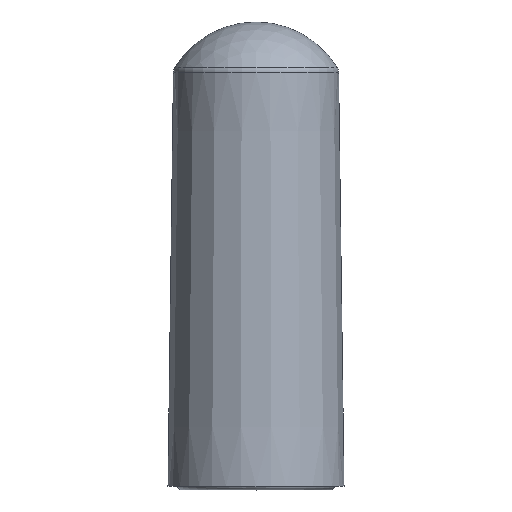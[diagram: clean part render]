
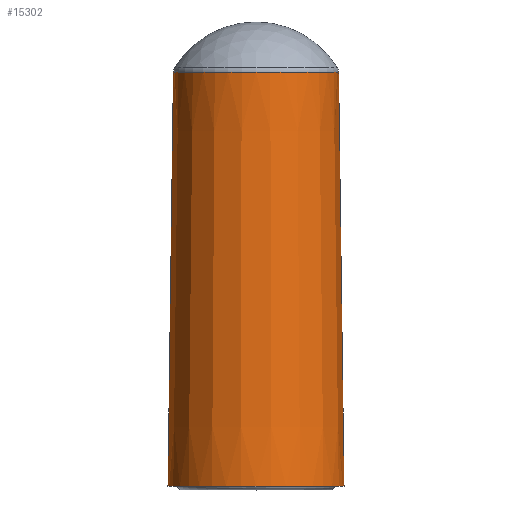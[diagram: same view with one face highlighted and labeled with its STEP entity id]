
A CAD part, top view. The second image highlights one B-rep face of the part: STEP entity #15302.
In plain terms, the highlighted conical face has half-angle 0.75 degrees and reference radius 9.5 mm.
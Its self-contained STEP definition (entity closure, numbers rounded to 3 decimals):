
#565 = CARTESIAN_POINT ( 'NONE',  ( -8.915, 34.027, 0. ) ) ;
#714 = DIRECTION ( 'NONE',  ( 0., 1., 0. ) ) ;
#1199 = EDGE_CURVE ( 'NONE', #4995, #24260, #1675, .T. ) ;
#1675 = LINE ( 'NONE', #23514, #23838 ) ;
#2291 = CARTESIAN_POINT ( 'NONE',  ( 8.915, 34.027, 0. ) ) ;
#3454 = DIRECTION ( 'NONE',  ( 0., -1., 0. ) ) ;
#4356 = CARTESIAN_POINT ( 'NONE',  ( 9.5, -10.65, 0. ) ) ;
#4995 = VERTEX_POINT ( 'NONE', #565 ) ;
#5208 = ORIENTED_EDGE ( 'NONE', *, *, #1199, .T. ) ;
#5406 = FACE_OUTER_BOUND ( 'NONE', #10345, .T. ) ;
#5481 = VECTOR ( 'NONE', #23422, 1000. ) ;
#6573 = AXIS2_PLACEMENT_3D ( 'NONE', #13354, #3454, #11401 ) ;
#7114 = CARTESIAN_POINT ( 'NONE',  ( 0., 34.027, 0. ) ) ;
#7342 = CARTESIAN_POINT ( 'NONE',  ( 9.5, -10.65, 0. ) ) ;
#7871 = DIRECTION ( 'NONE',  ( 0., 1., 0. ) ) ;
#8162 = VERTEX_POINT ( 'NONE', #2291 ) ;
#8349 = ORIENTED_EDGE ( 'NONE', *, *, #21563, .F. ) ;
#10345 = EDGE_LOOP ( 'NONE', ( #8349, #5208, #20863, #22117 ) ) ;
#10515 = CARTESIAN_POINT ( 'NONE',  ( -9.5, -10.65, 0. ) ) ;
#11401 = DIRECTION ( 'NONE',  ( 1., 0., 0. ) ) ;
#13354 = CARTESIAN_POINT ( 'NONE',  ( 0., -10.65, 0. ) ) ;
#13409 = CIRCLE ( 'NONE', #14235, 8.915 ) ;
#14235 = AXIS2_PLACEMENT_3D ( 'NONE', #7114, #714, #14693 ) ;
#14693 = DIRECTION ( 'NONE',  ( -1., 0., 0. ) ) ;
#15302 = ADVANCED_FACE ( 'NONE', ( #5406 ), #17863, .T. ) ;
#15973 = CARTESIAN_POINT ( 'NONE',  ( 0., -10.65, 0. ) ) ;
#16945 = VERTEX_POINT ( 'NONE', #4356 ) ;
#17554 = AXIS2_PLACEMENT_3D ( 'NONE', #15973, #7871, #23815 ) ;
#17863 = CONICAL_SURFACE ( 'NONE', #6573, 9.5, 0.013 ) ;
#19754 = EDGE_CURVE ( 'NONE', #24260, #16945, #25081, .T. ) ;
#20863 = ORIENTED_EDGE ( 'NONE', *, *, #19754, .T. ) ;
#21161 = DIRECTION ( 'NONE',  ( -0.013, -1., 0. ) ) ;
#21563 = EDGE_CURVE ( 'NONE', #4995, #8162, #13409, .T. ) ;
#22117 = ORIENTED_EDGE ( 'NONE', *, *, #22201, .F. ) ;
#22201 = EDGE_CURVE ( 'NONE', #8162, #16945, #25266, .T. ) ;
#23422 = DIRECTION ( 'NONE',  ( 0.013, -1., 0. ) ) ;
#23514 = CARTESIAN_POINT ( 'NONE',  ( -9.5, -10.65, 0. ) ) ;
#23815 = DIRECTION ( 'NONE',  ( -1., 0., 0. ) ) ;
#23838 = VECTOR ( 'NONE', #21161, 1000. ) ;
#24260 = VERTEX_POINT ( 'NONE', #10515 ) ;
#25081 = CIRCLE ( 'NONE', #17554, 9.5 ) ;
#25266 = LINE ( 'NONE', #7342, #5481 ) ;
